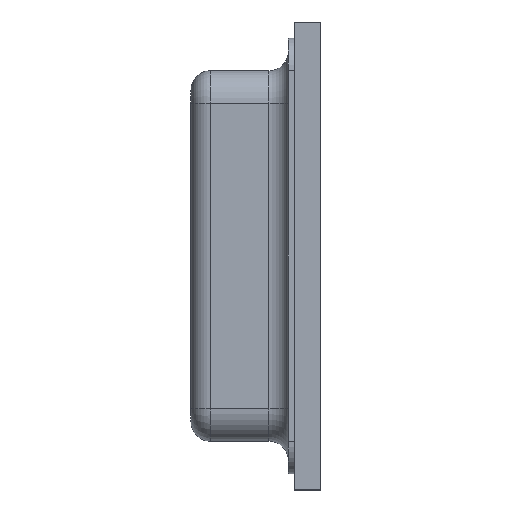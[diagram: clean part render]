
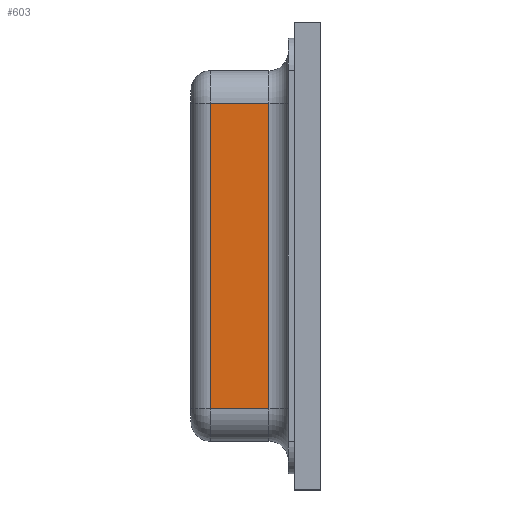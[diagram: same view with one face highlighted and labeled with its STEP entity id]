
A CAD part, left-side view. The second image highlights one B-rep face of the part: STEP entity #603.
In plain terms, the highlighted planar face has unit normal (-1, 0, 0).
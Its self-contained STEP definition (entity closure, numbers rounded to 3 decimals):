
#59 = ORIENTED_EDGE ( 'NONE', *, *, #3044, .T. ) ;
#164 = VECTOR ( 'NONE', #435, 1000. ) ;
#267 = ORIENTED_EDGE ( 'NONE', *, *, #3209, .T. ) ;
#392 = VERTEX_POINT ( 'NONE', #1048 ) ;
#400 = PLANE ( 'NONE',  #3245 ) ;
#435 = DIRECTION ( 'NONE',  ( 0., -1., 0. ) ) ;
#603 = ADVANCED_FACE ( 'NONE', ( #2626 ), #400, .F. ) ;
#726 = EDGE_LOOP ( 'NONE', ( #1520, #59, #3144, #267 ) ) ;
#882 = LINE ( 'NONE', #1500, #2102 ) ;
#917 = VECTOR ( 'NONE', #1673, 1000. ) ;
#1048 = CARTESIAN_POINT ( 'NONE',  ( -1.525, 0.85, -1.175 ) ) ;
#1235 = VERTEX_POINT ( 'NONE', #1904 ) ;
#1332 = LINE ( 'NONE', #2225, #917 ) ;
#1500 = CARTESIAN_POINT ( 'NONE',  ( -1.525, 0.85, -1.175 ) ) ;
#1520 = ORIENTED_EDGE ( 'NONE', *, *, #3333, .T. ) ;
#1673 = DIRECTION ( 'NONE',  ( 0., -1., 0. ) ) ;
#1860 = CARTESIAN_POINT ( 'NONE',  ( -1.525, 0.4, 1.175 ) ) ;
#1877 = VERTEX_POINT ( 'NONE', #2084 ) ;
#1904 = CARTESIAN_POINT ( 'NONE',  ( -1.525, 0.4, -1.175 ) ) ;
#1935 = CARTESIAN_POINT ( 'NONE',  ( -1.525, 0.4, -1.175 ) ) ;
#2029 = EDGE_CURVE ( 'NONE', #1877, #2875, #1332, .T. ) ;
#2084 = CARTESIAN_POINT ( 'NONE',  ( -1.525, 0.85, 1.175 ) ) ;
#2102 = VECTOR ( 'NONE', #2865, 1000. ) ;
#2130 = LINE ( 'NONE', #3521, #164 ) ;
#2225 = CARTESIAN_POINT ( 'NONE',  ( -1.525, 1., 1.175 ) ) ;
#2626 = FACE_OUTER_BOUND ( 'NONE', #726, .T. ) ;
#2688 = VECTOR ( 'NONE', #3045, 1000. ) ;
#2865 = DIRECTION ( 'NONE',  ( 0., 0., -1. ) ) ;
#2875 = VERTEX_POINT ( 'NONE', #1860 ) ;
#2902 = DIRECTION ( 'NONE',  ( 0., 0., -1. ) ) ;
#3044 = EDGE_CURVE ( 'NONE', #1235, #2875, #3591, .T. ) ;
#3045 = DIRECTION ( 'NONE',  ( 0., 0., 1. ) ) ;
#3144 = ORIENTED_EDGE ( 'NONE', *, *, #2029, .F. ) ;
#3204 = CARTESIAN_POINT ( 'NONE',  ( -1.525, 1., -1.175 ) ) ;
#3209 = EDGE_CURVE ( 'NONE', #1877, #392, #882, .T. ) ;
#3245 = AXIS2_PLACEMENT_3D ( 'NONE', #3204, #3506, #2902 ) ;
#3333 = EDGE_CURVE ( 'NONE', #392, #1235, #2130, .T. ) ;
#3506 = DIRECTION ( 'NONE',  ( 1., 0., 0. ) ) ;
#3521 = CARTESIAN_POINT ( 'NONE',  ( -1.525, 1., -1.175 ) ) ;
#3591 = LINE ( 'NONE', #1935, #2688 ) ;
